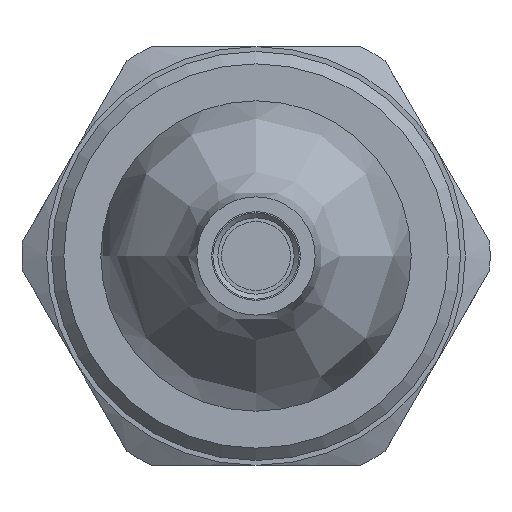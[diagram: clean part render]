
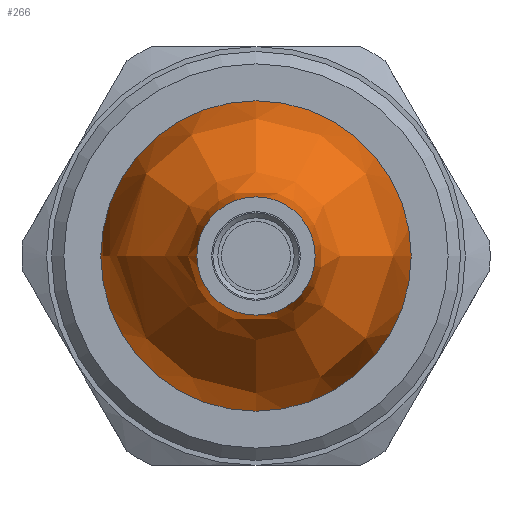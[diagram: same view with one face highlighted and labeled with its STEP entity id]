
A CAD part, front view. The second image highlights one B-rep face of the part: STEP entity #266.
In plain terms, the highlighted free-form (B-spline) face has degree [3, 3] with [6, 7] control points.
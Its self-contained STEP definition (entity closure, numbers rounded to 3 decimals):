
#24 = EDGE_CURVE ( 'NONE', #383, #383, #492, .T. ) ;
#42 =( BOUNDED_SURFACE ( )  B_SPLINE_SURFACE ( 3, 3, ( 
 ( #2250, #1501, #1964, #2195, #2183, #2157, #2151 ),
 ( #821, #1994, #1984, #1957, #1883, #1878, #1819 ),
 ( #1787, #1784, #1732, #1694, #1643, #1602, #1556 ),
 ( #1547, #1517, #1484, #1482, #1455, #1444, #1405 ),
 ( #1205, #1322, #1314, #1271, #1236, #1170, #1130 ),
 ( #1066, #1033, #1002, #993, #981, #965, #958 ) ),
 .UNSPECIFIED., .F., .T., .T. ) 
 B_SPLINE_SURFACE_WITH_KNOTS ( ( 4, 1, 1, 4 ),
 ( 4, 3, 4 ),
 ( 0., 3.095, 6.353, 8.995 ),
 ( 0., 0.5, 1. ),
 .UNSPECIFIED. ) 
 GEOMETRIC_REPRESENTATION_ITEM ( )  RATIONAL_B_SPLINE_SURFACE ( (
 ( 1., 0.333, 0.333, 1., 0.333, 0.333, 1.),
 ( 1., 0.333, 0.333, 1., 0.333, 0.333, 1.),
 ( 1., 0.333, 0.333, 1., 0.333, 0.333, 1.),
 ( 1., 0.333, 0.333, 1., 0.333, 0.333, 1.),
 ( 1., 0.333, 0.333, 1., 0.333, 0.333, 1.),
 ( 1., 0.333, 0.333, 1., 0.333, 0.333, 1.) ) ) 
 REPRESENTATION_ITEM ( '' )  SURFACE ( )  );
#173 = CIRCLE ( 'NONE', #2262, 6.3 ) ;
#232 = CARTESIAN_POINT ( 'NONE',  ( -6.3, -14.749, 0. ) ) ;
#266 = ADVANCED_FACE ( 'NONE', ( #1654, #1712 ), #42, .T. ) ;
#363 = ORIENTED_EDGE ( 'NONE', *, *, #2317, .F. ) ;
#383 = VERTEX_POINT ( 'NONE', #1058 ) ;
#492 = CIRCLE ( 'NONE', #1568, 2.4 ) ;
#692 = DIRECTION ( 'NONE',  ( -1., 0., 0. ) ) ;
#807 = CARTESIAN_POINT ( 'NONE',  ( 0., -22.639, 0. ) ) ;
#816 = DIRECTION ( 'NONE',  ( 0., 1., 0. ) ) ;
#817 = DIRECTION ( 'NONE',  ( -1., 0., 0. ) ) ;
#821 = CARTESIAN_POINT ( 'NONE',  ( -6.3, -15.781, 0. ) ) ;
#958 = CARTESIAN_POINT ( 'NONE',  ( -2.4, -22.639, 0. ) ) ;
#965 = CARTESIAN_POINT ( 'NONE',  ( -2.4, -22.639, -4.8 ) ) ;
#981 = CARTESIAN_POINT ( 'NONE',  ( 2.4, -22.639, -4.8 ) ) ;
#993 = CARTESIAN_POINT ( 'NONE',  ( 2.4, -22.639, 0. ) ) ;
#1002 = CARTESIAN_POINT ( 'NONE',  ( 2.4, -22.639, 4.8 ) ) ;
#1016 = EDGE_LOOP ( 'NONE', ( #363 ) ) ;
#1020 = EDGE_LOOP ( 'NONE', ( #2275 ) ) ;
#1033 = CARTESIAN_POINT ( 'NONE',  ( -2.4, -22.639, 4.8 ) ) ;
#1058 = CARTESIAN_POINT ( 'NONE',  ( -2.4, -22.639, 0. ) ) ;
#1066 = CARTESIAN_POINT ( 'NONE',  ( -2.4, -22.639, 0. ) ) ;
#1130 = CARTESIAN_POINT ( 'NONE',  ( -2.4, -21.758, 0. ) ) ;
#1170 = CARTESIAN_POINT ( 'NONE',  ( -2.4, -21.758, -4.8 ) ) ;
#1205 = CARTESIAN_POINT ( 'NONE',  ( -2.4, -21.758, 0. ) ) ;
#1236 = CARTESIAN_POINT ( 'NONE',  ( 2.4, -21.758, -4.8 ) ) ;
#1271 = CARTESIAN_POINT ( 'NONE',  ( 2.4, -21.758, 0. ) ) ;
#1314 = CARTESIAN_POINT ( 'NONE',  ( 2.4, -21.758, 4.8 ) ) ;
#1322 = CARTESIAN_POINT ( 'NONE',  ( -2.4, -21.758, 4.8 ) ) ;
#1405 = CARTESIAN_POINT ( 'NONE',  ( -3.382, -19.854, 0. ) ) ;
#1444 = CARTESIAN_POINT ( 'NONE',  ( -3.382, -19.854, -6.764 ) ) ;
#1455 = CARTESIAN_POINT ( 'NONE',  ( 3.382, -19.854, -6.764 ) ) ;
#1482 = CARTESIAN_POINT ( 'NONE',  ( 3.382, -19.854, 0. ) ) ;
#1484 = CARTESIAN_POINT ( 'NONE',  ( 3.382, -19.854, 6.764 ) ) ;
#1501 = CARTESIAN_POINT ( 'NONE',  ( -6.3, -14.749, 12.6 ) ) ;
#1517 = CARTESIAN_POINT ( 'NONE',  ( -3.382, -19.854, 6.764 ) ) ;
#1547 = CARTESIAN_POINT ( 'NONE',  ( -3.382, -19.854, 0. ) ) ;
#1556 = CARTESIAN_POINT ( 'NONE',  ( -5.874, -18.052, 0. ) ) ;
#1568 = AXIS2_PLACEMENT_3D ( 'NONE', #807, #816, #817 ) ;
#1602 = CARTESIAN_POINT ( 'NONE',  ( -5.874, -18.052, -11.749 ) ) ;
#1643 = CARTESIAN_POINT ( 'NONE',  ( 5.874, -18.052, -11.749 ) ) ;
#1654 = FACE_OUTER_BOUND ( 'NONE', #1020, .T. ) ;
#1694 = CARTESIAN_POINT ( 'NONE',  ( 5.874, -18.052, 0. ) ) ;
#1712 = FACE_OUTER_BOUND ( 'NONE', #1016, .T. ) ;
#1732 = CARTESIAN_POINT ( 'NONE',  ( 5.874, -18.052, 11.749 ) ) ;
#1762 = VERTEX_POINT ( 'NONE', #232 ) ;
#1784 = CARTESIAN_POINT ( 'NONE',  ( -5.874, -18.052, 11.749 ) ) ;
#1787 = CARTESIAN_POINT ( 'NONE',  ( -5.874, -18.052, 0. ) ) ;
#1819 = CARTESIAN_POINT ( 'NONE',  ( -6.3, -15.781, 0. ) ) ;
#1878 = CARTESIAN_POINT ( 'NONE',  ( -6.3, -15.781, -12.6 ) ) ;
#1883 = CARTESIAN_POINT ( 'NONE',  ( 6.3, -15.781, -12.6 ) ) ;
#1957 = CARTESIAN_POINT ( 'NONE',  ( 6.3, -15.781, 0. ) ) ;
#1964 = CARTESIAN_POINT ( 'NONE',  ( 6.3, -14.749, 12.6 ) ) ;
#1984 = CARTESIAN_POINT ( 'NONE',  ( 6.3, -15.781, 12.6 ) ) ;
#1986 = DIRECTION ( 'NONE',  ( 0., 1., 0. ) ) ;
#1994 = CARTESIAN_POINT ( 'NONE',  ( -6.3, -15.781, 12.6 ) ) ;
#2151 = CARTESIAN_POINT ( 'NONE',  ( -6.3, -14.749, 0. ) ) ;
#2157 = CARTESIAN_POINT ( 'NONE',  ( -6.3, -14.749, -12.6 ) ) ;
#2177 = CARTESIAN_POINT ( 'NONE',  ( 0., -14.749, 0. ) ) ;
#2183 = CARTESIAN_POINT ( 'NONE',  ( 6.3, -14.749, -12.6 ) ) ;
#2195 = CARTESIAN_POINT ( 'NONE',  ( 6.3, -14.749, 0. ) ) ;
#2250 = CARTESIAN_POINT ( 'NONE',  ( -6.3, -14.749, 0. ) ) ;
#2262 = AXIS2_PLACEMENT_3D ( 'NONE', #2177, #1986, #692 ) ;
#2275 = ORIENTED_EDGE ( 'NONE', *, *, #24, .T. ) ;
#2317 = EDGE_CURVE ( 'NONE', #1762, #1762, #173, .T. ) ;
